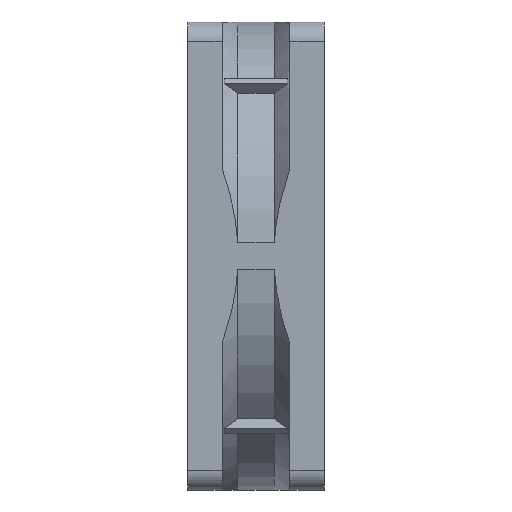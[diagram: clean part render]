
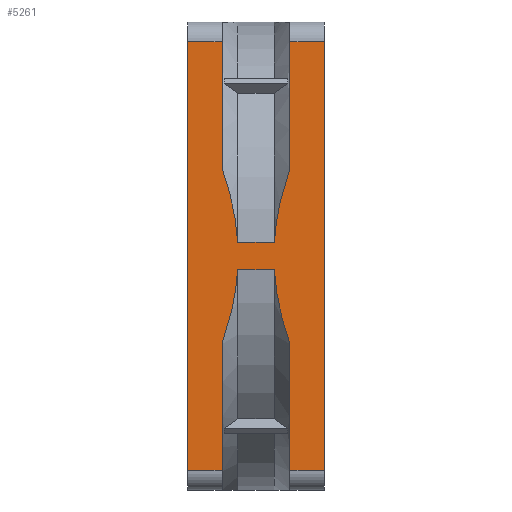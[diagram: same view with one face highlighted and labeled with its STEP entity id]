
A CAD part, left-side view. The second image highlights one B-rep face of the part: STEP entity #5261.
In plain terms, the highlighted planar face has unit normal (-1, 0, 0).
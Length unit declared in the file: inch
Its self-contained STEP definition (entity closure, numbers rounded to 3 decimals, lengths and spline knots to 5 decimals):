
#72=(
BOUNDED_CURVE()
B_SPLINE_CURVE(2,(#8692,#8693,#8694),.UNSPECIFIED.,.F.,.F.)
B_SPLINE_CURVE_WITH_KNOTS((3,3),(1.07957,3.11745),
 .UNSPECIFIED.)
CURVE()
GEOMETRIC_REPRESENTATION_ITEM()
RATIONAL_B_SPLINE_CURVE((1.039,1.069,1.073))
REPRESENTATION_ITEM('')
);
#78=(
BOUNDED_CURVE()
B_SPLINE_CURVE(2,(#8727,#8728,#8729),.UNSPECIFIED.,.F.,.F.)
B_SPLINE_CURVE_WITH_KNOTS((3,3),(3.8866,5.92449),
 .UNSPECIFIED.)
CURVE()
GEOMETRIC_REPRESENTATION_ITEM()
RATIONAL_B_SPLINE_CURVE((1.073,1.069,1.039))
REPRESENTATION_ITEM('')
);
#81=(
BOUNDED_CURVE()
B_SPLINE_CURVE(2,(#8751,#8752,#8753),.UNSPECIFIED.,.F.,.F.)
B_SPLINE_CURVE_WITH_KNOTS((3,3),(3.8866,5.92449),
 .UNSPECIFIED.)
CURVE()
GEOMETRIC_REPRESENTATION_ITEM()
RATIONAL_B_SPLINE_CURVE((1.073,1.069,1.039))
REPRESENTATION_ITEM('')
);
#85=(
BOUNDED_CURVE()
B_SPLINE_CURVE(2,(#8775,#8776,#8777),.UNSPECIFIED.,.F.,.F.)
B_SPLINE_CURVE_WITH_KNOTS((3,3),(1.07957,3.11745),
 .UNSPECIFIED.)
CURVE()
GEOMETRIC_REPRESENTATION_ITEM()
RATIONAL_B_SPLINE_CURVE((1.039,1.069,1.073))
REPRESENTATION_ITEM('')
);
#513=FACE_OUTER_BOUND('',#847,.T.);
#847=EDGE_LOOP('',(#4019,#4020,#4021,#4022,#4023,#4024,#4025,#4026,#4027,
#4028,#4029,#4030,#4031,#4032,#4033,#4034));
#1111=LINE('',#7667,#1461);
#1165=LINE('',#7969,#1515);
#1256=LINE('',#8684,#1606);
#1277=LINE('',#8813,#1627);
#1278=LINE('',#8814,#1628);
#1279=LINE('',#8816,#1629);
#1280=LINE('',#8817,#1630);
#1281=LINE('',#8819,#1631);
#1282=LINE('',#8820,#1632);
#1283=LINE('',#8821,#1633);
#1284=LINE('',#8823,#1634);
#1285=LINE('',#8824,#1635);
#1461=VECTOR('',#6147,39.37008);
#1515=VECTOR('',#6367,39.37008);
#1606=VECTOR('',#6780,39.37008);
#1627=VECTOR('',#6847,39.37008);
#1628=VECTOR('',#6848,39.37008);
#1629=VECTOR('',#6849,39.37008);
#1630=VECTOR('',#6850,0.3937);
#1631=VECTOR('',#6851,0.3937);
#1632=VECTOR('',#6852,39.37008);
#1633=VECTOR('',#6853,39.37008);
#1634=VECTOR('',#6854,39.37008);
#1635=VECTOR('',#6855,0.3937);
#2122=VERTEX_POINT('',#7652);
#2129=VERTEX_POINT('',#7665);
#2245=VERTEX_POINT('',#7966);
#2246=VERTEX_POINT('',#7968);
#2428=VERTEX_POINT('',#8681);
#2429=VERTEX_POINT('',#8683);
#2431=VERTEX_POINT('',#8691);
#2441=VERTEX_POINT('',#8725);
#2448=VERTEX_POINT('',#8748);
#2449=VERTEX_POINT('',#8750);
#2455=VERTEX_POINT('',#8772);
#2456=VERTEX_POINT('',#8774);
#2466=VERTEX_POINT('',#8812);
#2467=VERTEX_POINT('',#8815);
#2468=VERTEX_POINT('',#8818);
#2469=VERTEX_POINT('',#8822);
#2659=EDGE_CURVE('',#2129,#2122,#1111,.T.);
#2787=EDGE_CURVE('',#2245,#2246,#1165,.T.);
#3037=EDGE_CURVE('',#2429,#2428,#1256,.T.);
#3040=EDGE_CURVE('',#2431,#2429,#72,.T.);
#3052=EDGE_CURVE('',#2428,#2441,#78,.T.);
#3060=EDGE_CURVE('',#2449,#2448,#81,.T.);
#3068=EDGE_CURVE('',#2456,#2455,#85,.T.);
#3089=EDGE_CURVE('',#2129,#2466,#1277,.T.);
#3090=EDGE_CURVE('',#2466,#2431,#1278,.T.);
#3091=EDGE_CURVE('',#2441,#2467,#1279,.T.);
#3092=EDGE_CURVE('',#2467,#2246,#1280,.T.);
#3093=EDGE_CURVE('',#2468,#2245,#1281,.T.);
#3094=EDGE_CURVE('',#2468,#2456,#1282,.T.);
#3095=EDGE_CURVE('',#2455,#2449,#1283,.T.);
#3096=EDGE_CURVE('',#2448,#2469,#1284,.T.);
#3097=EDGE_CURVE('',#2469,#2122,#1285,.T.);
#4019=ORIENTED_EDGE('',*,*,#3089,.T.);
#4020=ORIENTED_EDGE('',*,*,#3090,.T.);
#4021=ORIENTED_EDGE('',*,*,#3040,.T.);
#4022=ORIENTED_EDGE('',*,*,#3037,.T.);
#4023=ORIENTED_EDGE('',*,*,#3052,.T.);
#4024=ORIENTED_EDGE('',*,*,#3091,.T.);
#4025=ORIENTED_EDGE('',*,*,#3092,.T.);
#4026=ORIENTED_EDGE('',*,*,#2787,.F.);
#4027=ORIENTED_EDGE('',*,*,#3093,.F.);
#4028=ORIENTED_EDGE('',*,*,#3094,.T.);
#4029=ORIENTED_EDGE('',*,*,#3068,.T.);
#4030=ORIENTED_EDGE('',*,*,#3095,.T.);
#4031=ORIENTED_EDGE('',*,*,#3060,.T.);
#4032=ORIENTED_EDGE('',*,*,#3096,.T.);
#4033=ORIENTED_EDGE('',*,*,#3097,.T.);
#4034=ORIENTED_EDGE('',*,*,#2659,.F.);
#5079=PLANE('',#5784);
#5261=ADVANCED_FACE('',(#513),#5079,.F.);
#5784=AXIS2_PLACEMENT_3D('',#8811,#6845,#6846);
#6147=DIRECTION('',(0.,0.,-1.));
#6367=DIRECTION('',(0.,0.,1.));
#6780=DIRECTION('',(0.,1.,0.));
#6845=DIRECTION('center_axis',(1.,0.,0.));
#6846=DIRECTION('ref_axis',(0.,0.,-1.));
#6847=DIRECTION('',(0.,1.,0.));
#6848=DIRECTION('',(0.,0.,-1.));
#6849=DIRECTION('',(0.,0.,1.));
#6850=DIRECTION('',(0.,1.,0.));
#6851=DIRECTION('',(0.,1.,0.));
#6852=DIRECTION('',(0.,0.,1.));
#6853=DIRECTION('',(0.,-1.,0.));
#6854=DIRECTION('',(0.,0.,-1.));
#6855=DIRECTION('',(0.,-1.,0.));
#7652=CARTESIAN_POINT('',(-2.3622,-0.68898,-2.16535));
#7665=CARTESIAN_POINT('',(-2.3622,-0.68898,2.16535));
#7667=CARTESIAN_POINT('',(-2.3622,-0.68898,2.3622));
#7966=CARTESIAN_POINT('',(-2.3622,0.68898,-2.16535));
#7968=CARTESIAN_POINT('',(-2.3622,0.68898,2.16535));
#7969=CARTESIAN_POINT('',(-2.3622,0.68898,2.3622));
#8681=CARTESIAN_POINT('',(-2.3622,0.18504,0.13644));
#8683=CARTESIAN_POINT('',(-2.3622,-0.18504,0.13644));
#8684=CARTESIAN_POINT('',(-2.3622,-0.54134,0.13644));
#8691=CARTESIAN_POINT('',(-2.3622,-0.34252,0.88806));
#8692=CARTESIAN_POINT('Ctrl Pts',(-2.3622,-0.34252,
0.88806));
#8693=CARTESIAN_POINT('Ctrl Pts',(-2.3622,-0.20601,
0.50015));
#8694=CARTESIAN_POINT('Ctrl Pts',(-2.3622,-0.18504,0.13644));
#8725=CARTESIAN_POINT('',(-2.3622,0.34252,0.88806));
#8727=CARTESIAN_POINT('Ctrl Pts',(-2.3622,0.18504,0.13644));
#8728=CARTESIAN_POINT('Ctrl Pts',(-2.3622,0.20601,0.50015));
#8729=CARTESIAN_POINT('Ctrl Pts',(-2.3622,0.34252,0.88806));
#8748=CARTESIAN_POINT('',(-2.3622,-0.34252,-0.88806));
#8750=CARTESIAN_POINT('',(-2.3622,-0.18504,-0.13644));
#8751=CARTESIAN_POINT('Ctrl Pts',(-2.3622,-0.18504,-0.13644));
#8752=CARTESIAN_POINT('Ctrl Pts',(-2.3622,-0.20601,-0.50015));
#8753=CARTESIAN_POINT('Ctrl Pts',(-2.3622,-0.34252,
-0.88806));
#8772=CARTESIAN_POINT('',(-2.3622,0.18504,-0.13644));
#8774=CARTESIAN_POINT('',(-2.3622,0.34252,-0.88806));
#8775=CARTESIAN_POINT('Ctrl Pts',(-2.3622,0.34252,-0.88806));
#8776=CARTESIAN_POINT('Ctrl Pts',(-2.3622,0.20601,-0.50015));
#8777=CARTESIAN_POINT('Ctrl Pts',(-2.3622,0.18504,-0.13644));
#8811=CARTESIAN_POINT('Origin',(-2.3622,0.49213,2.3622));
#8812=CARTESIAN_POINT('',(-2.3622,-0.34252,2.16535));
#8813=CARTESIAN_POINT('',(-2.3622,0.49213,2.16535));
#8814=CARTESIAN_POINT('',(-2.3622,-0.34252,2.3622));
#8815=CARTESIAN_POINT('',(-2.3622,0.34252,2.16535));
#8816=CARTESIAN_POINT('',(-2.3622,0.34252,2.3622));
#8817=CARTESIAN_POINT('',(-2.3622,0.49213,2.16535));
#8818=CARTESIAN_POINT('',(-2.3622,0.34252,-2.16535));
#8819=CARTESIAN_POINT('',(-2.3622,0.49213,-2.16535));
#8820=CARTESIAN_POINT('',(-2.3622,0.34252,2.3622));
#8821=CARTESIAN_POINT('',(-2.3622,-0.54134,-0.13644));
#8822=CARTESIAN_POINT('',(-2.3622,-0.34252,-2.16535));
#8823=CARTESIAN_POINT('',(-2.3622,-0.34252,2.3622));
#8824=CARTESIAN_POINT('',(-2.3622,-0.49213,-2.16535));
